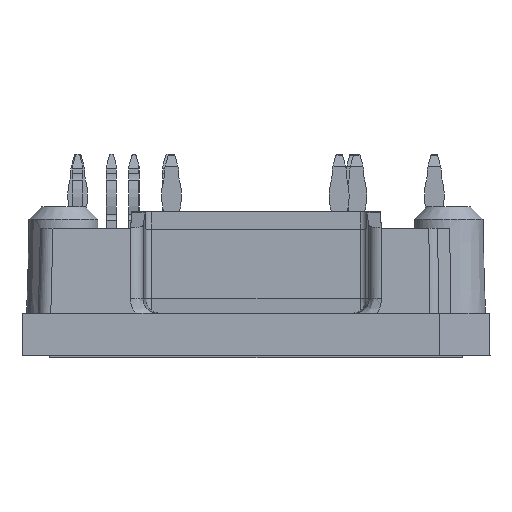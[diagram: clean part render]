
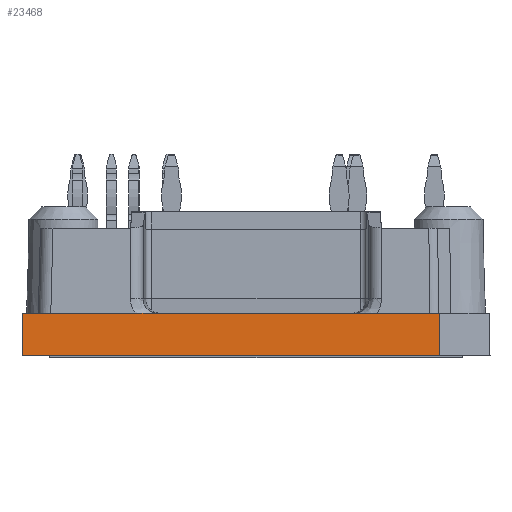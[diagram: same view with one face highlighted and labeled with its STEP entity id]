
A CAD part, left-side view. The second image highlights one B-rep face of the part: STEP entity #23468.
In plain terms, the highlighted planar face has unit normal (-1, 0, 0.018).
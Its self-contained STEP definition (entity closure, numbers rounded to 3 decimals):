
#1756=ORIENTED_EDGE('',*,*,#6734,.T.);
#1757=ORIENTED_EDGE('',*,*,#6735,.F.);
#1758=ORIENTED_EDGE('',*,*,#6732,.T.);
#1759=ORIENTED_EDGE('',*,*,#6685,.T.);
#6685=EDGE_CURVE('',#9113,#9117,#10803,.F.);
#6732=EDGE_CURVE('',#9158,#9113,#10842,.T.);
#6734=EDGE_CURVE('',#9117,#9159,#10844,.F.);
#6735=EDGE_CURVE('',#9158,#9159,#10845,.F.);
#9113=VERTEX_POINT('',#31990);
#9117=VERTEX_POINT('',#31998);
#9158=VERTEX_POINT('',#32094);
#9159=VERTEX_POINT('',#32098);
#10803=LINE('',#31999,#12623);
#10842=LINE('',#32093,#12662);
#10844=LINE('',#32097,#12664);
#10845=LINE('',#32099,#12665);
#12623=VECTOR('',#26792,1000.);
#12662=VECTOR('',#26861,1000.);
#12664=VECTOR('',#26865,1000.);
#12665=VECTOR('',#26866,1000.);
#14272=EDGE_LOOP('',(#1756,#1757,#1758,#1759));
#15304=FACE_BOUND('',#14272,.T.);
#16266=PLANE('',#24557);
#23468=ADVANCED_FACE('',(#15304),#16266,.T.);
#24557=AXIS2_PLACEMENT_3D('',#32096,#26863,#26864);
#26792=DIRECTION('',(0.,1.,0.));
#26861=DIRECTION('',(-0.017,0.017,-1.));
#26863=DIRECTION('',(-1.,0.,0.017));
#26864=DIRECTION('',(0.017,0.,1.));
#26865=DIRECTION('',(-0.017,-0.007,-1.));
#26866=DIRECTION('',(0.,1.,0.));
#31990=CARTESIAN_POINT('',(-41.,18.7,0.));
#31998=CARTESIAN_POINT('',(-41.,-14.7,0.));
#31999=CARTESIAN_POINT('',(-41.,0.,0.));
#32093=CARTESIAN_POINT('',(-40.994,18.694,0.326));
#32094=CARTESIAN_POINT('',(-40.941,18.641,3.4));
#32096=CARTESIAN_POINT('',(-41.,0.,0.));
#32097=CARTESIAN_POINT('',(-40.998,-14.699,0.134));
#32098=CARTESIAN_POINT('',(-40.941,-14.675,3.4));
#32099=CARTESIAN_POINT('',(-40.941,0.,3.4));
